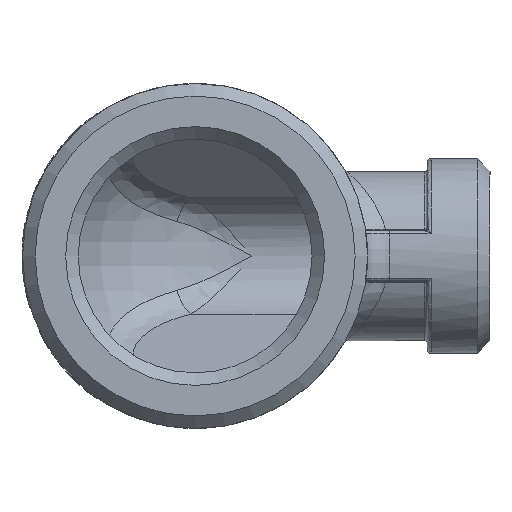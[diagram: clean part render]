
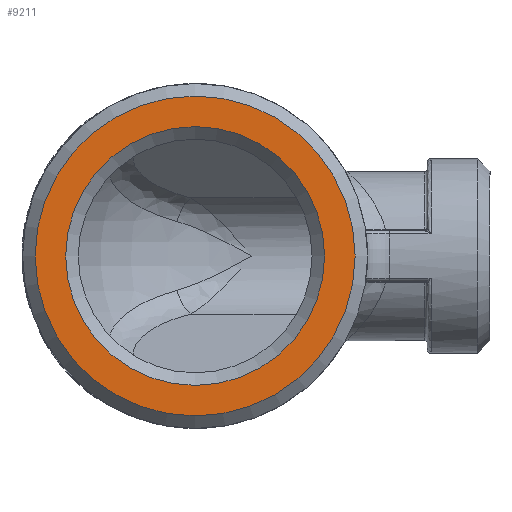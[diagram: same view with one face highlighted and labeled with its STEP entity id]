
A CAD part, front view. The second image highlights one B-rep face of the part: STEP entity #9211.
In plain terms, the highlighted planar face has unit normal (0, -1, 0).
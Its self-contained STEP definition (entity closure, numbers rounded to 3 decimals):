
#4044 = DIRECTION ( 'NONE',  ( 0., -1., 0. ) ) ;
#4053 = CARTESIAN_POINT ( 'NONE',  ( 0., -22.5, 0. ) ) ;
#4060 = DIRECTION ( 'NONE',  ( 1., 0., 0. ) ) ;
#4081 = DIRECTION ( 'NONE',  ( 1., 0., 0. ) ) ;
#4099 = DIRECTION ( 'NONE',  ( 0., 1., 0. ) ) ;
#4118 = CARTESIAN_POINT ( 'NONE',  ( 0., -22.5, 0. ) ) ;
#6852 = ORIENTED_EDGE ( 'NONE', *, *, #21770, .F. ) ;
#6855 = ORIENTED_EDGE ( 'NONE', *, *, #21833, .F. ) ;
#8881 = AXIS2_PLACEMENT_3D ( 'NONE', #12902, #12935, #12938 ) ;
#9211 = ADVANCED_FACE ( 'NONE', ( #12868, #12807 ), #12811, .F. ) ;
#10668 = CARTESIAN_POINT ( 'NONE',  ( 10.316, -22.5, 0. ) ) ;
#10678 = VERTEX_POINT ( 'NONE', #10668 ) ;
#10689 = VERTEX_POINT ( 'NONE', #10700 ) ;
#10700 = CARTESIAN_POINT ( 'NONE',  ( 12.75, -22.5, 0. ) ) ;
#11368 = EDGE_LOOP ( 'NONE', ( #6852 ) ) ;
#11396 = EDGE_LOOP ( 'NONE', ( #6855 ) ) ;
#12807 = FACE_BOUND ( 'NONE', #11368, .T. ) ;
#12811 = PLANE ( 'NONE',  #8881 ) ;
#12868 = FACE_OUTER_BOUND ( 'NONE', #11396, .T. ) ;
#12902 = CARTESIAN_POINT ( 'NONE',  ( 0., -22.5, 0. ) ) ;
#12935 = DIRECTION ( 'NONE',  ( 0., 1., 0. ) ) ;
#12938 = DIRECTION ( 'NONE',  ( -1., 0., 0. ) ) ;
#17303 = CIRCLE ( 'NONE', #17304, 10.316 ) ;
#17304 = AXIS2_PLACEMENT_3D ( 'NONE', #4053, #4044, #4060 ) ;
#17418 = CIRCLE ( 'NONE', #17419, 12.75 ) ;
#17419 = AXIS2_PLACEMENT_3D ( 'NONE', #4118, #4099, #4081 ) ;
#21770 = EDGE_CURVE ( 'NONE', #10678, #10678, #17303, .T. ) ;
#21833 = EDGE_CURVE ( 'NONE', #10689, #10689, #17418, .T. ) ;
